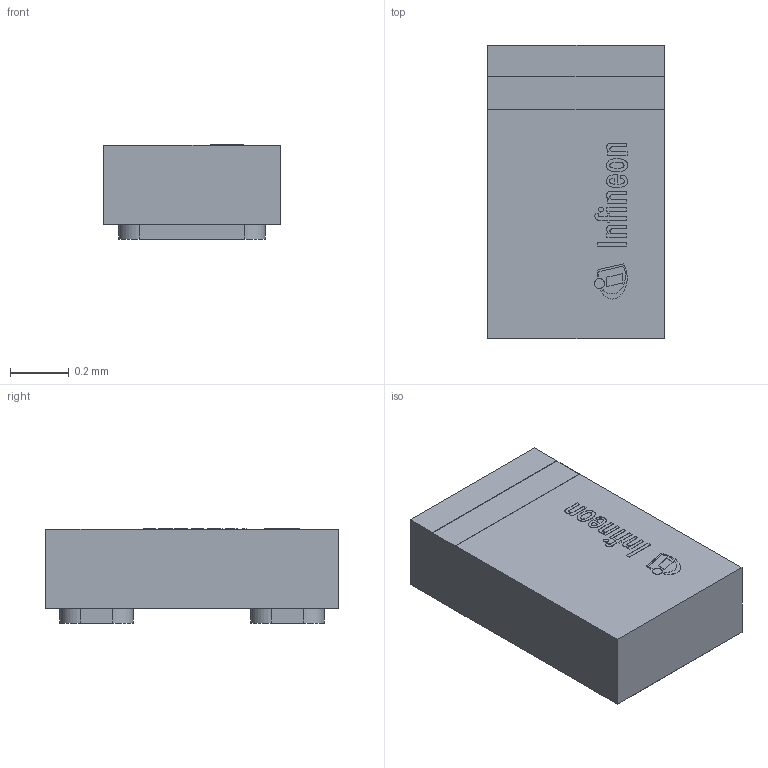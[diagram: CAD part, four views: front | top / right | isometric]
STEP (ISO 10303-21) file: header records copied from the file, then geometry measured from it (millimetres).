
FILE_DESCRIPTION(/* description */ (''),/* implementation_level */ '2;1');
FILE_NAME(/* name */ 'Cypress - Shortcut.stp',/* time_stamp */ '2023-05-24T14:36:26+05:00',/* author */ ('Subramani'),/* organization */ (''),/* preprocessor_version */ 'ST-DEVELOPER v16.13',/* originating_system */ 'AutoCAD Mechanical',/* authorisation */ '');
FILE_SCHEMA (('AUTOMOTIVE_DESIGN { 1 0 10303 214 3 1 1 }'));
Length unit declared in the file: millimetre
Products named in the file (1): Product
Bounding box: 0.6 x 1 x 0.32 mm (x, y, z)
Volume: 0.2 mm3; surface area: 2.9 mm2
Topology: 16 solids, 16 shells, 144 faces, 336 edges, 224 vertices
Faces by surface type: plane 117, bspline 16, cylinder 11
Full cylindrical faces by diameter (mm): 0.017 x1, 0.034 x1
Entity records: 4339 total; most frequent: CARTESIAN_POINT 1131, ORIENTED_EDGE 668, DIRECTION 582, EDGE_CURVE 334, LINE 280, VECTOR 280, VERTEX_POINT 224, AXIS2_PLACEMENT_3D 151
